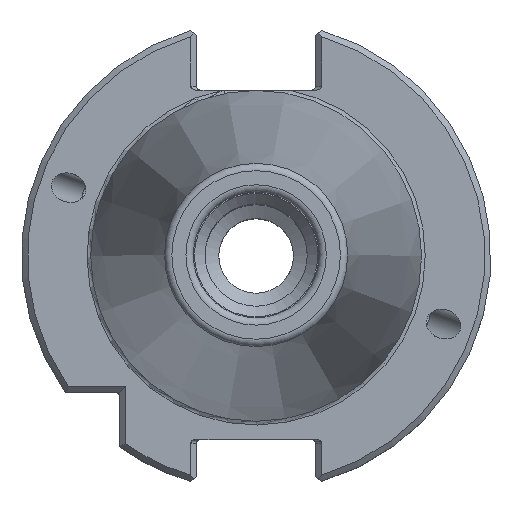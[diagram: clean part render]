
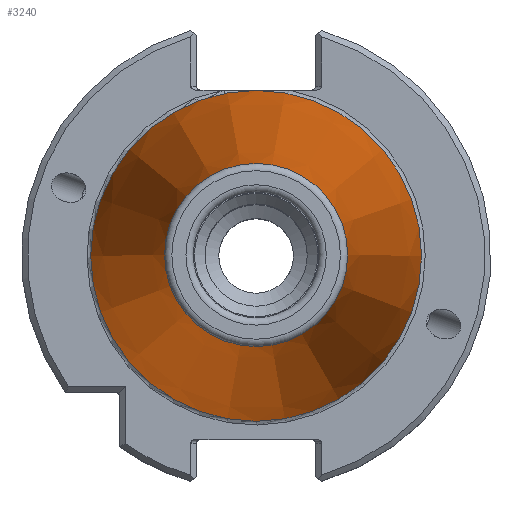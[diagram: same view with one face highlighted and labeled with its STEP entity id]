
A CAD part, top view. The second image highlights one B-rep face of the part: STEP entity #3240.
In plain terms, the highlighted conical face has half-angle 8.297 degrees and reference radius 22.395 mm.
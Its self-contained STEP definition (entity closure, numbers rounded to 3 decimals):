
#343=CONICAL_SURFACE('',#3427,22.395,0.145);
#396=CIRCLE('',#3418,12.397);
#401=CIRCLE('',#3428,22.395);
#552=ORIENTED_EDGE('',*,*,#1137,.F.);
#553=ORIENTED_EDGE('',*,*,#1158,.T.);
#1137=EDGE_CURVE('',#1457,#1457,#396,.T.);
#1158=EDGE_CURVE('',#1476,#1476,#401,.T.);
#1457=VERTEX_POINT('',#4402);
#1476=VERTEX_POINT('',#4493);
#1806=EDGE_LOOP('',(#552));
#1807=EDGE_LOOP('',(#553));
#2010=FACE_BOUND('',#1806,.T.);
#2011=FACE_BOUND('',#1807,.T.);
#3240=ADVANCED_FACE('',(#2010,#2011),#343,.T.);
#3418=AXIS2_PLACEMENT_3D('',#4401,#3753,#3754);
#3427=AXIS2_PLACEMENT_3D('',#4491,#3775,#3776);
#3428=AXIS2_PLACEMENT_3D('',#4492,#3777,#3778);
#3753=DIRECTION('',(0.,0.,1.));
#3754=DIRECTION('',(1.,0.,0.));
#3775=DIRECTION('',(0.,0.,-1.));
#3776=DIRECTION('',(-1.,0.,0.));
#3777=DIRECTION('',(0.,0.,1.));
#3778=DIRECTION('',(1.,0.,0.));
#4401=CARTESIAN_POINT('',(0.,0.,67.394));
#4402=CARTESIAN_POINT('',(12.397,0.,67.394));
#4491=CARTESIAN_POINT('',(0.,0.,-1.163));
#4492=CARTESIAN_POINT('',(0.,0.,-1.163));
#4493=CARTESIAN_POINT('',(22.395,0.,-1.163));
